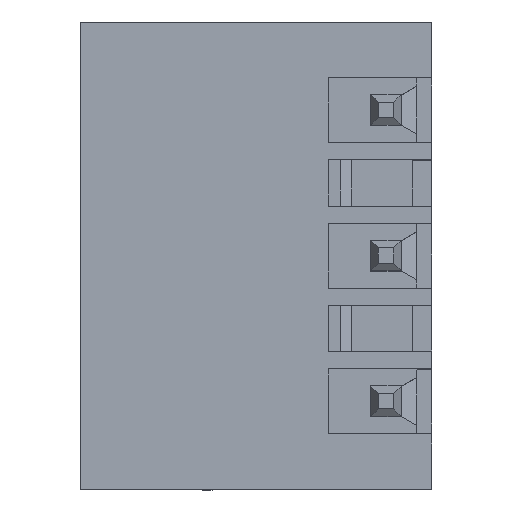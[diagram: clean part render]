
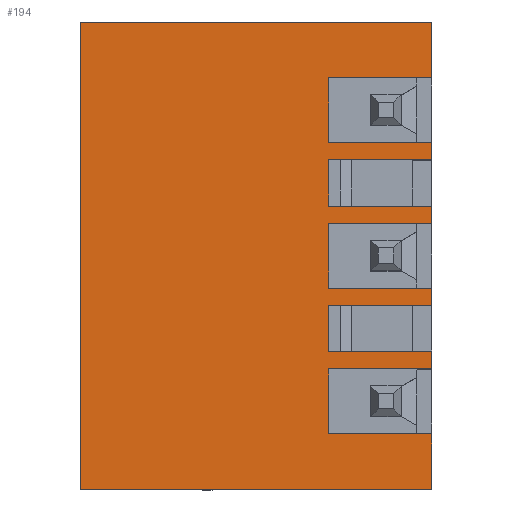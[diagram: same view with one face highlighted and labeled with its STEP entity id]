
A CAD part, top view. The second image highlights one B-rep face of the part: STEP entity #194.
In plain terms, the highlighted planar face has unit normal (0, 0, 1).
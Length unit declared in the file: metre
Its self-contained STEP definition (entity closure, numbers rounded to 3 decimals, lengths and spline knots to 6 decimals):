
#194=ADVANCED_FACE('',(#542),#543,.F.);
#542=FACE_OUTER_BOUND('',#1050,.T.);
#543=PLANE('',#1051);
#1050=EDGE_LOOP('',(#1611,#1612,#1613,#1614,#1615,#1616,#1617,#1618,#1619,#1620,#1621,#1622,#1623,#1624,#1625,#1626,#1627,#1628,#1629,#1630,#1631,#1632,#1633,#1634));
#1051=AXIS2_PLACEMENT_3D('',#1635,#1636,#1637);
#1611=ORIENTED_EDGE('',*,*,#3042,.T.);
#1612=ORIENTED_EDGE('',*,*,#3087,.T.);
#1613=ORIENTED_EDGE('',*,*,#3088,.F.);
#1614=ORIENTED_EDGE('',*,*,#3089,.F.);
#1615=ORIENTED_EDGE('',*,*,#3090,.F.);
#1616=ORIENTED_EDGE('',*,*,#3091,.T.);
#1617=ORIENTED_EDGE('',*,*,#3092,.F.);
#1618=ORIENTED_EDGE('',*,*,#3093,.T.);
#1619=ORIENTED_EDGE('',*,*,#3094,.F.);
#1620=ORIENTED_EDGE('',*,*,#3095,.F.);
#1621=ORIENTED_EDGE('',*,*,#3096,.F.);
#1622=ORIENTED_EDGE('',*,*,#3097,.F.);
#1623=ORIENTED_EDGE('',*,*,#3098,.F.);
#1624=ORIENTED_EDGE('',*,*,#3099,.T.);
#1625=ORIENTED_EDGE('',*,*,#3100,.F.);
#1626=ORIENTED_EDGE('',*,*,#3101,.T.);
#1627=ORIENTED_EDGE('',*,*,#3102,.F.);
#1628=ORIENTED_EDGE('',*,*,#3103,.F.);
#1629=ORIENTED_EDGE('',*,*,#3104,.F.);
#1630=ORIENTED_EDGE('',*,*,#3105,.F.);
#1631=ORIENTED_EDGE('',*,*,#3106,.F.);
#1632=ORIENTED_EDGE('',*,*,#3107,.T.);
#1633=ORIENTED_EDGE('',*,*,#3108,.F.);
#1634=ORIENTED_EDGE('',*,*,#3109,.F.);
#1635=CARTESIAN_POINT('',(0.0092,-0.01241,0.));
#1636=DIRECTION('',(0.0,0.,-1.0));
#1637=DIRECTION('',(-1.0,0.0,0.0));
#3042=EDGE_CURVE('',#3639,#3637,#3640,.T.);
#3087=EDGE_CURVE('',#3637,#3727,#3728,.T.);
#3088=EDGE_CURVE('',#3729,#3727,#3730,.T.);
#3089=EDGE_CURVE('',#3731,#3729,#3732,.T.);
#3090=EDGE_CURVE('',#3733,#3731,#3734,.T.);
#3091=EDGE_CURVE('',#3733,#3735,#3736,.T.);
#3092=EDGE_CURVE('',#3737,#3735,#3738,.T.);
#3093=EDGE_CURVE('',#3737,#3739,#3740,.T.);
#3094=EDGE_CURVE('',#3741,#3739,#3742,.T.);
#3095=EDGE_CURVE('',#3743,#3741,#3744,.T.);
#3096=EDGE_CURVE('',#3745,#3743,#3746,.T.);
#3097=EDGE_CURVE('',#3747,#3745,#3748,.T.);
#3098=EDGE_CURVE('',#3749,#3747,#3750,.T.);
#3099=EDGE_CURVE('',#3749,#3751,#3752,.T.);
#3100=EDGE_CURVE('',#3753,#3751,#3754,.T.);
#3101=EDGE_CURVE('',#3753,#3755,#3756,.T.);
#3102=EDGE_CURVE('',#3757,#3755,#3758,.T.);
#3103=EDGE_CURVE('',#3759,#3757,#3760,.T.);
#3104=EDGE_CURVE('',#3761,#3759,#3762,.T.);
#3105=EDGE_CURVE('',#3763,#3761,#3764,.T.);
#3106=EDGE_CURVE('',#3765,#3763,#3766,.T.);
#3107=EDGE_CURVE('',#3765,#3767,#3768,.T.);
#3108=EDGE_CURVE('',#3769,#3767,#3770,.T.);
#3109=EDGE_CURVE('',#3639,#3769,#3771,.T.);
#3637=VERTEX_POINT('',#4507);
#3639=VERTEX_POINT('',#4510);
#3640=LINE('',#4511,#4512);
#3727=VERTEX_POINT('',#4639);
#3728=LINE('',#4640,#4641);
#3729=VERTEX_POINT('',#4642);
#3730=LINE('',#4643,#4644);
#3731=VERTEX_POINT('',#4645);
#3732=LINE('',#4646,#4647);
#3733=VERTEX_POINT('',#4648);
#3734=LINE('',#4649,#4650);
#3735=VERTEX_POINT('',#4651);
#3736=LINE('',#4652,#4653);
#3737=VERTEX_POINT('',#4654);
#3738=LINE('',#4655,#4656);
#3739=VERTEX_POINT('',#4657);
#3740=LINE('',#4658,#4659);
#3741=VERTEX_POINT('',#4660);
#3742=LINE('',#4661,#4662);
#3743=VERTEX_POINT('',#4663);
#3744=LINE('',#4664,#4665);
#3745=VERTEX_POINT('',#4666);
#3746=LINE('',#4667,#4668);
#3747=VERTEX_POINT('',#4669);
#3748=LINE('',#4670,#4671);
#3749=VERTEX_POINT('',#4672);
#3750=LINE('',#4673,#4674);
#3751=VERTEX_POINT('',#4675);
#3752=LINE('',#4676,#4677);
#3753=VERTEX_POINT('',#4678);
#3754=LINE('',#4679,#4680);
#3755=VERTEX_POINT('',#4681);
#3756=LINE('',#4682,#4683);
#3757=VERTEX_POINT('',#4684);
#3758=LINE('',#4685,#4686);
#3759=VERTEX_POINT('',#4687);
#3760=LINE('',#4688,#4689);
#3761=VERTEX_POINT('',#4690);
#3762=LINE('',#4691,#4692);
#3763=VERTEX_POINT('',#4693);
#3764=LINE('',#4694,#4695);
#3765=VERTEX_POINT('',#4696);
#3766=LINE('',#4697,#4698);
#3767=VERTEX_POINT('',#4699);
#3768=LINE('',#4700,#4701);
#3769=VERTEX_POINT('',#4702);
#3770=LINE('',#4703,#4704);
#3771=LINE('',#4705,#4706);
#4507=CARTESIAN_POINT('',(0.,-0.046415,0.));
#4510=CARTESIAN_POINT('',(0.0,-0.034185,0.));
#4511=CARTESIAN_POINT('',(0.,-0.01241,0.));
#4512=VECTOR('',#5737,1.0);
#4639=CARTESIAN_POINT('',(0.0092,-0.046415,0.));
#4640=CARTESIAN_POINT('',(0.0065,-0.046415,0.));
#4641=VECTOR('',#5787,1.0);
#4642=CARTESIAN_POINT('',(0.0092,-0.04496,0.));
#4643=CARTESIAN_POINT('',(0.0092,-0.03846,0.));
#4644=VECTOR('',#5788,1.0);
#4645=CARTESIAN_POINT('',(0.0065,-0.04496,0.));
#4646=CARTESIAN_POINT('',(0.0092,-0.04496,0.));
#4647=VECTOR('',#5789,1.0);
#4648=CARTESIAN_POINT('',(0.0065,-0.04326,0.));
#4649=CARTESIAN_POINT('',(0.0065,-0.04236,0.));
#4650=VECTOR('',#5790,1.0);
#4651=CARTESIAN_POINT('',(0.0092,-0.04326,0.));
#4652=CARTESIAN_POINT('',(0.0092,-0.04326,0.));
#4653=VECTOR('',#5791,1.0);
#4654=CARTESIAN_POINT('',(0.0092,-0.04281,0.));
#4655=CARTESIAN_POINT('',(0.0092,-0.03846,0.));
#4656=VECTOR('',#5792,1.0);
#4657=CARTESIAN_POINT('',(0.0065,-0.04281,0.));
#4658=CARTESIAN_POINT('',(0.0065,-0.04281,0.));
#4659=VECTOR('',#5793,1.0);
#4660=CARTESIAN_POINT('',(0.0065,-0.0416,0.));
#4661=CARTESIAN_POINT('',(0.0065,-0.03536,0.));
#4662=VECTOR('',#5794,1.0);
#4663=CARTESIAN_POINT('',(0.0092,-0.0416,0.));
#4664=CARTESIAN_POINT('',(0.0065,-0.0416,0.));
#4665=VECTOR('',#5795,1.0);
#4666=CARTESIAN_POINT('',(0.0092,-0.04115,0.));
#4667=CARTESIAN_POINT('',(0.0092,-0.03465,0.));
#4668=VECTOR('',#5796,1.0);
#4669=CARTESIAN_POINT('',(0.0065,-0.04115,0.));
#4670=CARTESIAN_POINT('',(0.0092,-0.04115,0.));
#4671=VECTOR('',#5797,1.0);
#4672=CARTESIAN_POINT('',(0.0065,-0.03945,0.));
#4673=CARTESIAN_POINT('',(0.0065,-0.03855,0.));
#4674=VECTOR('',#5798,1.0);
#4675=CARTESIAN_POINT('',(0.0092,-0.03945,0.));
#4676=CARTESIAN_POINT('',(0.0092,-0.03945,0.));
#4677=VECTOR('',#5799,1.0);
#4678=CARTESIAN_POINT('',(0.0092,-0.039,0.));
#4679=CARTESIAN_POINT('',(0.0092,-0.03465,0.));
#4680=VECTOR('',#5800,1.0);
#4681=CARTESIAN_POINT('',(0.0065,-0.039,0.));
#4682=CARTESIAN_POINT('',(0.0065,-0.039,0.));
#4683=VECTOR('',#5801,1.0);
#4684=CARTESIAN_POINT('',(0.0065,-0.03779,0.));
#4685=CARTESIAN_POINT('',(0.0065,-0.03155,0.));
#4686=VECTOR('',#5802,1.0);
#4687=CARTESIAN_POINT('',(0.0092,-0.03779,0.));
#4688=CARTESIAN_POINT('',(0.0065,-0.03779,0.));
#4689=VECTOR('',#5803,1.0);
#4690=CARTESIAN_POINT('',(0.0092,-0.03734,0.));
#4691=CARTESIAN_POINT('',(0.0092,-0.03084,0.));
#4692=VECTOR('',#5804,1.0);
#4693=CARTESIAN_POINT('',(0.0065,-0.03734,0.));
#4694=CARTESIAN_POINT('',(0.0092,-0.03734,0.));
#4695=VECTOR('',#5805,1.0);
#4696=CARTESIAN_POINT('',(0.0065,-0.03564,0.));
#4697=CARTESIAN_POINT('',(0.0065,-0.03474,0.));
#4698=VECTOR('',#5806,1.0);
#4699=CARTESIAN_POINT('',(0.0092,-0.03564,0.));
#4700=CARTESIAN_POINT('',(0.0092,-0.03564,0.));
#4701=VECTOR('',#5807,1.0);
#4702=CARTESIAN_POINT('',(0.0092,-0.034185,0.));
#4703=CARTESIAN_POINT('',(0.0092,-0.03084,0.));
#4704=VECTOR('',#5808,1.0);
#4705=CARTESIAN_POINT('',(0.0065,-0.034185,0.));
#4706=VECTOR('',#5809,1.0);
#5737=DIRECTION('',(0.,-1.0,0.));
#5787=DIRECTION('',(1.0,0.,0.));
#5788=DIRECTION('',(0.,-1.0,0.));
#5789=DIRECTION('',(1.0,0.,0.));
#5790=DIRECTION('',(0.,-1.0,0.));
#5791=DIRECTION('',(1.0,0.,0.));
#5792=DIRECTION('',(0.,-1.0,0.));
#5793=DIRECTION('',(-1.0,0.,0.));
#5794=DIRECTION('',(0.,-1.0,0.));
#5795=DIRECTION('',(-1.0,0.,0.));
#5796=DIRECTION('',(0.,-1.0,0.));
#5797=DIRECTION('',(1.0,0.,0.));
#5798=DIRECTION('',(0.,-1.0,0.));
#5799=DIRECTION('',(1.0,0.,0.));
#5800=DIRECTION('',(0.,-1.0,0.));
#5801=DIRECTION('',(-1.0,0.,0.));
#5802=DIRECTION('',(0.,-1.0,0.));
#5803=DIRECTION('',(-1.0,0.,0.));
#5804=DIRECTION('',(0.,-1.0,0.));
#5805=DIRECTION('',(1.0,0.,0.));
#5806=DIRECTION('',(0.,-1.0,0.));
#5807=DIRECTION('',(1.0,0.,0.));
#5808=DIRECTION('',(0.,-1.0,0.));
#5809=DIRECTION('',(1.0,0.,0.));
